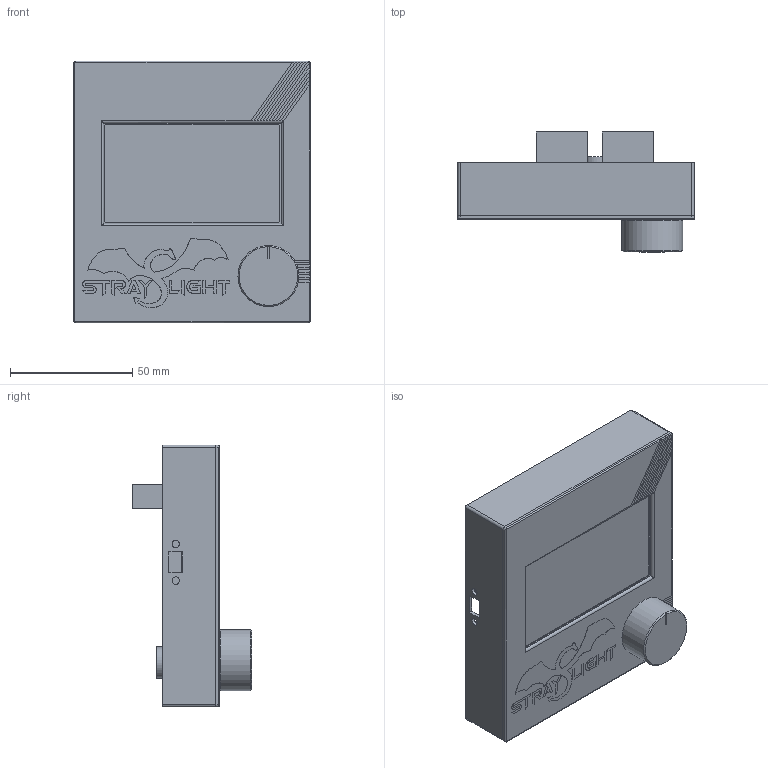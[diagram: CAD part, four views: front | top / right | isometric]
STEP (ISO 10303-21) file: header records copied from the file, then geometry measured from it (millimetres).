
FILE_DESCRIPTION(/* description */ (''),/* implementation_level */ '2;1');
FILE_NAME(/* name */ 'Modded CR10 box v8.step',/* time_stamp */ '2022-04-01T04:01:24+01:00',/* author */ (''),/* organization */ (''),/* preprocessor_version */ 'ST-DEVELOPER v18.1',/* originating_system */ 'Autodesk Translation Framework v10.10.0.1391',/* authorisation */ '');
FILE_SCHEMA (('AUTOMOTIVE_DESIGN { 1 0 10303 214 3 1 1 }'));
Length unit declared in the file: millimetre
Products named in the file (7): Modded CR10 box; Logo; Case; lcd; lcd Knob; Component5; Stripes
Assembly tree (6 placements, depth 2):
  Modded CR10 box
    Logo
    Case
    lcd
    lcd Knob
    Component5
    Stripes
Bounding box: 96.9 x 49 x 107.25 mm (x, y, z)
Volume: 105240 mm3; surface area: 78933.2 mm2
Topology: 27 solids, 27 shells, 807 faces, 2186 edges, 1448 vertices
Faces by surface type: plane 488, bspline 230, cylinder 88, cone 1
Full cylindrical faces by diameter (mm): 2.6 x8, 3 x2, 3.1 x8, 3.332 x4, 5 x1, 6 x2, 10 x1, 13 x1, 25 x1
Entity records: 28210 total; most frequent: CARTESIAN_POINT 9265, ORIENTED_EDGE 4372, DIRECTION 3084, EDGE_CURVE 2186, LINE 1526, VECTOR 1526, VERTEX_POINT 1448, EDGE_LOOP 882
